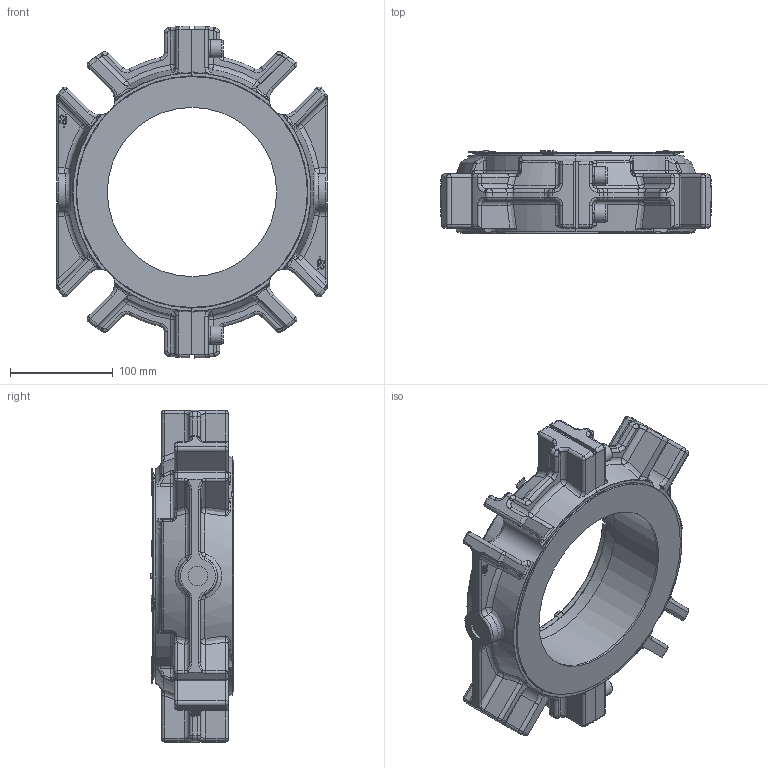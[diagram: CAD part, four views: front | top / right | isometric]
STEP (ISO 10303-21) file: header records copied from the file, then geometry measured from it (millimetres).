
FILE_DESCRIPTION(/* description */ ('Unknown'),/* implementation_level */ '2;1');
FILE_NAME(/* name */ '6.500 RDSX -52 SEAL ARRANGEMENT',/* time_stamp */ '2023-02-16T08:12:50-05:00',/* author */ ('Unknown'),/* organization */ ('Unknown'),/* preprocessor_version */ 'ST-DEVELOPER v16.7',/* originating_system */ 'Solid Edge',/* authorisation */ 'Unknown');
FILE_SCHEMA (('AUTOMOTIVE_DESIGN {1 0 10303 214 3 1 1}'));
Length unit declared in the file: millimetre
Products named in the file (1): 3120336
Bounding box: 263.9 x 81.03 x 323.83 mm (x, y, z)
Volume: 2207840.7 mm3; surface area: 279868.5 mm2
Topology: 2 solids, 4 shells, 1104 faces, 2872 edges, 1722 vertices
Faces by surface type: cylinder 291, plane 254, bspline 236, torus 235, sphere 58, cone 30
Full cylindrical faces by diameter (mm): 4.567 x6, 4.995 x2, 6.344 x2, 11.977 x1, 11.988 x8, 11.989 x1, 17.982 x4, 19.263 x2, 165.1 x2, 168.099 x1, 225.2 x1
Entity records: 37373 total; most frequent: CARTESIAN_POINT 12473, ORIENTED_EDGE 5496, DIRECTION 4924, EDGE_CURVE 2748, AXIS2_PLACEMENT_3D 2055, VERTEX_POINT 1682, EDGE_LOOP 1190, FACE_BOUND 1190
